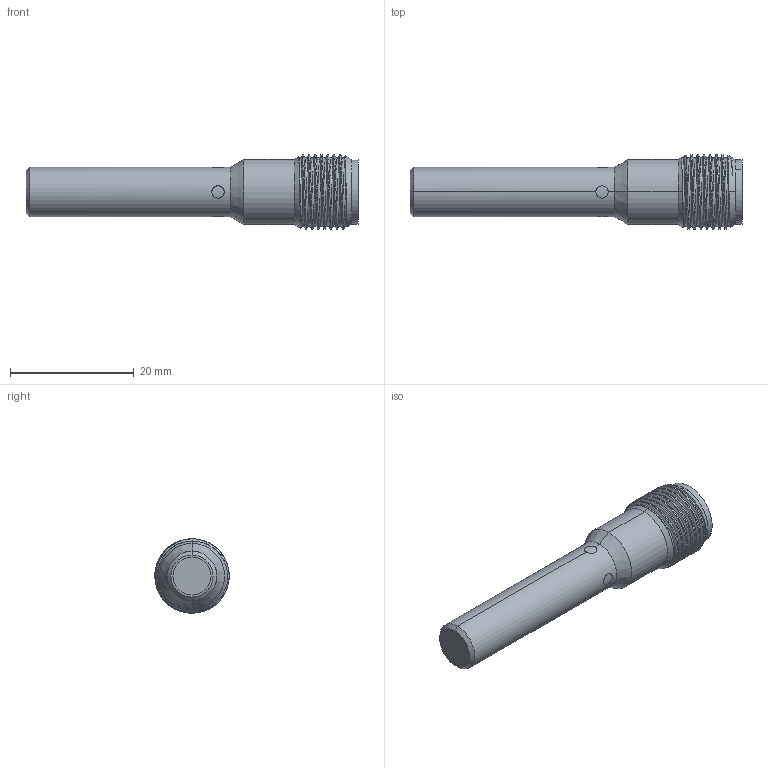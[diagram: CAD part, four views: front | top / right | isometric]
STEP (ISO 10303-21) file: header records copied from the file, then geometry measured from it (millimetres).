
FILE_DESCRIPTION((''),'2;1');
FILE_NAME('ICS08FLUSH-M12PLUG_ASM','2020-11-13T',('Daisy.Wang'),(''),'CREO PARAMETRIC BY PTC INC, 2015480','CREO PARAMETRIC BY PTC INC, 2015480','');
FILE_SCHEMA(('CONFIG_CONTROL_DESIGN'));
Length unit declared in the file: millimetre
Products named in the file (10): MECK137; 93-091; 28-503_4; 93-095_18; FERRITE_PIN_9; 15-063-125_ASM_6_ASM; M8_SHORT_PLUG_FLUSH_PCB; 44-044; COMPOUND3; ICS08FLUSH-M12PLUG_ASM
Assembly tree (10 placements, depth 3):
  ICS08FLUSH-M12PLUG_ASM
    MECK137
    93-091
    15-063-125_ASM_6_ASM
      28-503_4
      93-095_18
      FERRITE_PIN_9  x2
    M8_SHORT_PLUG_FLUSH_PCB
    44-044
    COMPOUND3
Bounding box: 53.6 x 12 x 12 mm (x, y, z)
Volume: 3055.8 mm3; surface area: 5957.3 mm2
Topology: 12 solids, 12 shells, 349 faces, 837 edges, 530 vertices
Faces by surface type: cylinder 159, plane 115, cone 52, bspline 9, sphere 8, torus 6
Entity records: 13178 total; most frequent: CARTESIAN_POINT 4762, DIRECTION 1817, ORIENTED_EDGE 1646, EDGE_CURVE 823, AXIS2_PLACEMENT_3D 715, VERTEX_POINT 526, EDGE_LOOP 393, VECTOR 387
